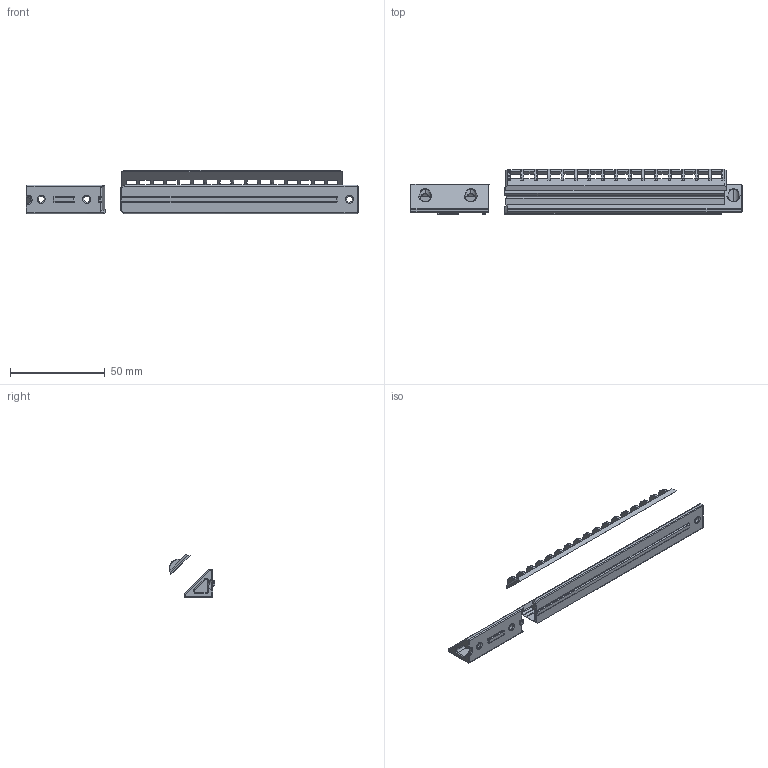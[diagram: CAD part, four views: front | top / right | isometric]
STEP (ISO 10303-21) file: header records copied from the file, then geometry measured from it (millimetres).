
FILE_DESCRIPTION (( 'STEP AP214' ), '1' );
FILE_NAME ('V0_NeoPixel Sticks_0.4_32LEDs.STEP', '2023-01-28T13:22:04', ( '' ), ( '' ), 'SwSTEP 2.0', 'SolidWorks 2021', '' );
FILE_SCHEMA (( 'AUTOMOTIVE_DESIGN' ));
Length unit declared in the file: millimetre
Products named in the file (1): V0_NeoPixel Sticks_0.4_32LEDs
Bounding box: 175 x 23.86 x 22.7 mm (x, y, z)
Volume: 13493.2 mm3; surface area: 16353.9 mm2
Topology: 3 solids, 3 shells, 465 faces, 1246 edges, 746 vertices
Faces by surface type: cylinder 201, plane 151, torus 69, sphere 25, bspline 19
Entity records: 16756 total; most frequent: CARTESIAN_POINT 5393, ORIENTED_EDGE 2444, DIRECTION 2349, EDGE_CURVE 1222, AXIS2_PLACEMENT_3D 856, VERTEX_POINT 746, VECTOR 637, LINE 637
